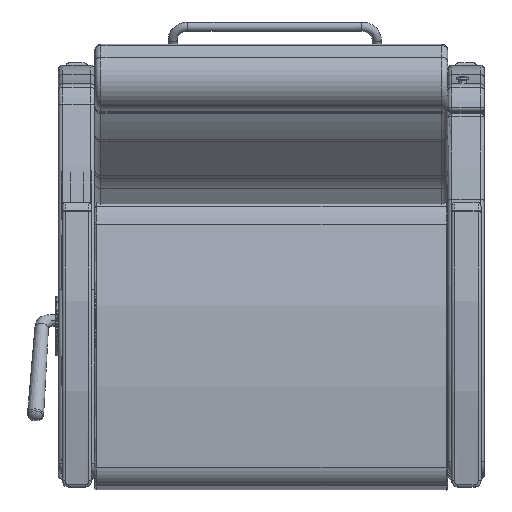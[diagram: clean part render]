
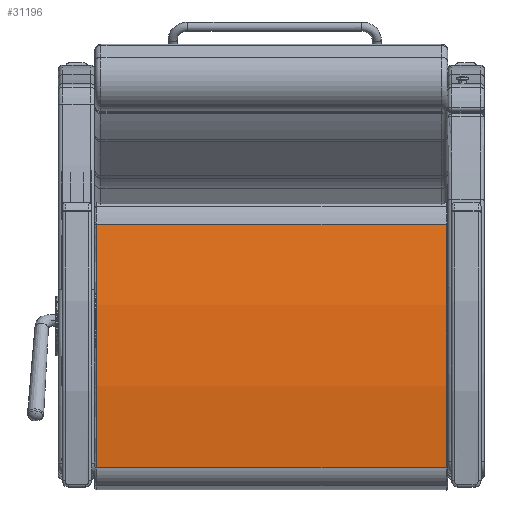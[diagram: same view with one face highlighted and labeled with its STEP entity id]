
A CAD part, front view. The second image highlights one B-rep face of the part: STEP entity #31196.
In plain terms, the highlighted free-form (B-spline) face has degree [3, 1] with [18, 2] control points.
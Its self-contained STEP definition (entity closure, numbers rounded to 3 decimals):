
#1907=ELLIPSE('',#35173,60.304,60.25);
#1909=ELLIPSE('',#35195,60.304,60.25);
#1955=B_SPLINE_SURFACE_WITH_KNOTS('',3,1,((#68580,#68581),(#68582,#68583),
(#68584,#68585),(#68586,#68587),(#68588,#68589),(#68590,#68591),(#68592,
#68593),(#68594,#68595),(#68596,#68597),(#68598,#68599),(#68600,#68601),
(#68602,#68603),(#68604,#68605),(#68606,#68607),(#68608,#68609),(#68610,
#68611),(#68612,#68613),(#68614,#68615)),.UNSPECIFIED.,.F.,.F.,.F.,(4,1,
1,1,1,1,1,1,1,1,1,1,1,1,1,4),(2,2),(-1.696,-1.668,
-1.64,-1.626,-1.599,-1.585,
-1.557,-1.543,-1.515,-1.501,-1.473,
-1.459,-1.431,-1.418,-1.39,
-1.362),(0.,110.49),.UNSPECIFIED.);
#4776=FACE_OUTER_BOUND('',#6806,.T.);
#6806=EDGE_LOOP('',(#28626,#28627,#28628,#28629));
#9034=LINE('',#68578,#11259);
#9035=LINE('',#68617,#11260);
#11259=VECTOR('',#44444,0.394);
#11260=VECTOR('',#44447,0.394);
#15906=VERTEX_POINT('',#68209);
#15907=VERTEX_POINT('',#68210);
#15926=VERTEX_POINT('',#68577);
#15927=VERTEX_POINT('',#68616);
#20315=EDGE_CURVE('',#15906,#15907,#1907,.T.);
#20344=EDGE_CURVE('',#15926,#15907,#9034,.T.);
#20346=EDGE_CURVE('',#15927,#15906,#9035,.T.);
#20347=EDGE_CURVE('',#15926,#15927,#1909,.T.);
#28626=ORIENTED_EDGE('',*,*,#20315,.F.);
#28627=ORIENTED_EDGE('',*,*,#20346,.F.);
#28628=ORIENTED_EDGE('',*,*,#20347,.F.);
#28629=ORIENTED_EDGE('',*,*,#20344,.T.);
#31196=ADVANCED_FACE('',(#4776),#1955,.T.);
#35173=AXIS2_PLACEMENT_3D('',#68211,#44393,#44394);
#35195=AXIS2_PLACEMENT_3D('',#68618,#44448,#44449);
#44393=DIRECTION('center_axis',(0.,0.,
-1.));
#44394=DIRECTION('ref_axis',(1.,0.,0.));
#44444=DIRECTION('',(0.,0.,-1.));
#44447=DIRECTION('',(0.,0.,-1.));
#44448=DIRECTION('center_axis',(0.,0.,1.));
#44449=DIRECTION('ref_axis',(1.,0.,0.));
#68209=CARTESIAN_POINT('',(3.609,-1.684,0.124));
#68210=CARTESIAN_POINT('',(23.658,-2.523,0.124));
#68211=CARTESIAN_POINT('Origin',(11.145,-61.462,0.124));
#68577=CARTESIAN_POINT('',(23.658,-2.523,28.876));
#68578=CARTESIAN_POINT('',(23.658,-2.523,29.));
#68580=CARTESIAN_POINT('Ctrl Pts',(3.609,-1.684,29.));
#68581=CARTESIAN_POINT('Ctrl Pts',(3.609,-1.684,-14.5));
#68582=CARTESIAN_POINT('Ctrl Pts',(4.165,-1.614,29.));
#68583=CARTESIAN_POINT('Ctrl Pts',(4.165,-1.614,-14.5));
#68584=CARTESIAN_POINT('Ctrl Pts',(5.278,-1.49,29.));
#68585=CARTESIAN_POINT('Ctrl Pts',(5.278,-1.49,-14.5));
#68586=CARTESIAN_POINT('Ctrl Pts',(6.673,-1.373,29.));
#68587=CARTESIAN_POINT('Ctrl Pts',(6.673,-1.373,-14.5));
#68588=CARTESIAN_POINT('Ctrl Pts',(8.071,-1.285,29.));
#68589=CARTESIAN_POINT('Ctrl Pts',(8.071,-1.285,-14.5));
#68590=CARTESIAN_POINT('Ctrl Pts',(9.19,-1.239,29.));
#68591=CARTESIAN_POINT('Ctrl Pts',(9.19,-1.239,-14.5));
#68592=CARTESIAN_POINT('Ctrl Pts',(10.59,-1.21,29.));
#68593=CARTESIAN_POINT('Ctrl Pts',(10.59,-1.21,-14.5));
#68594=CARTESIAN_POINT('Ctrl Pts',(11.71,-1.21,29.));
#68595=CARTESIAN_POINT('Ctrl Pts',(11.71,-1.21,-14.5));
#68596=CARTESIAN_POINT('Ctrl Pts',(13.11,-1.239,29.));
#68597=CARTESIAN_POINT('Ctrl Pts',(13.11,-1.239,-14.5));
#68598=CARTESIAN_POINT('Ctrl Pts',(14.229,-1.286,29.));
#68599=CARTESIAN_POINT('Ctrl Pts',(14.229,-1.286,-14.5));
#68600=CARTESIAN_POINT('Ctrl Pts',(15.626,-1.374,29.));
#68601=CARTESIAN_POINT('Ctrl Pts',(15.626,-1.374,-14.5));
#68602=CARTESIAN_POINT('Ctrl Pts',(16.742,-1.467,29.));
#68603=CARTESIAN_POINT('Ctrl Pts',(16.742,-1.467,-14.5));
#68604=CARTESIAN_POINT('Ctrl Pts',(18.135,-1.613,29.));
#68605=CARTESIAN_POINT('Ctrl Pts',(18.135,-1.613,-14.5));
#68606=CARTESIAN_POINT('Ctrl Pts',(19.246,-1.753,29.));
#68607=CARTESIAN_POINT('Ctrl Pts',(19.246,-1.753,-14.5));
#68608=CARTESIAN_POINT('Ctrl Pts',(20.631,-1.957,29.));
#68609=CARTESIAN_POINT('Ctrl Pts',(20.631,-1.957,-14.5));
#68610=CARTESIAN_POINT('Ctrl Pts',(22.012,-2.19,29.));
#68611=CARTESIAN_POINT('Ctrl Pts',(22.012,-2.19,-14.5));
#68612=CARTESIAN_POINT('Ctrl Pts',(23.111,-2.407,29.));
#68613=CARTESIAN_POINT('Ctrl Pts',(23.111,-2.407,-14.5));
#68614=CARTESIAN_POINT('Ctrl Pts',(23.658,-2.523,29.));
#68615=CARTESIAN_POINT('Ctrl Pts',(23.658,-2.523,-14.5));
#68616=CARTESIAN_POINT('',(3.609,-1.684,28.876));
#68617=CARTESIAN_POINT('',(3.609,-1.684,29.));
#68618=CARTESIAN_POINT('Origin',(11.145,-61.462,28.876));
